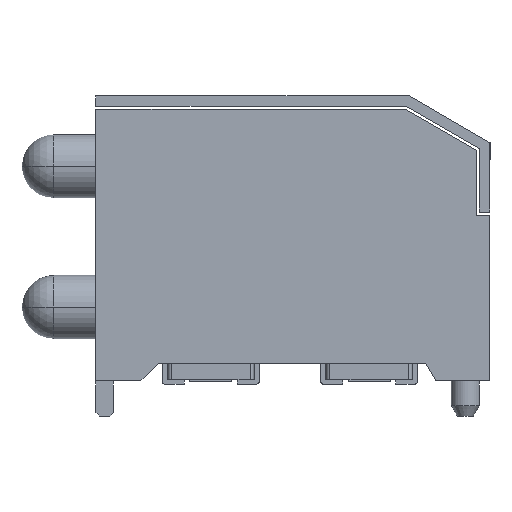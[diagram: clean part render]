
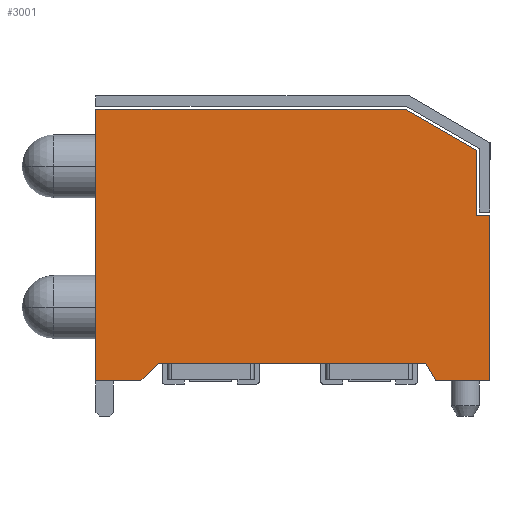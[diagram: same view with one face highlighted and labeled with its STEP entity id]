
A CAD part, front view. The second image highlights one B-rep face of the part: STEP entity #3001.
In plain terms, the highlighted planar face has unit normal (0, -1, 0).
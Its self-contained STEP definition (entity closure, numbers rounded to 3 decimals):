
#2645=CARTESIAN_POINT('',(4.252,-2.159,9.931));
#2646=VERTEX_POINT('',#2645);
#2653=CARTESIAN_POINT('',(6.82,-2.159,8.449));
#2654=VERTEX_POINT('',#2653);
#2655=CARTESIAN_POINT('',(4.252,-2.159,9.931));
#2656=DIRECTION('',(0.866,0.,-0.5));
#2657=VECTOR('',#2656,2.965);
#2658=LINE('',#2655,#2657);
#2659=EDGE_CURVE('',#2646,#2654,#2658,.T.);
#2683=CARTESIAN_POINT('',(-6.921,-2.159,9.931));
#2684=VERTEX_POINT('',#2683);
#2691=CARTESIAN_POINT('',(-6.921,-2.159,9.931));
#2692=DIRECTION('',(1.0,0.0,0.0));
#2693=VECTOR('',#2692,11.174);
#2694=LINE('',#2691,#2693);
#2695=EDGE_CURVE('',#2684,#2646,#2694,.T.);
#2714=CARTESIAN_POINT('',(-6.921,-2.159,0.127));
#2715=VERTEX_POINT('',#2714);
#2722=CARTESIAN_POINT('',(-6.921,-2.159,0.127));
#2723=DIRECTION('',(0.0,0.0,1.0));
#2724=VECTOR('',#2723,9.804);
#2725=LINE('',#2722,#2724);
#2726=EDGE_CURVE('',#2715,#2684,#2725,.T.);
#2757=CARTESIAN_POINT('',(-5.296,-2.159,0.127));
#2758=VERTEX_POINT('',#2757);
#2765=CARTESIAN_POINT('',(-5.296,-2.159,0.127));
#2766=DIRECTION('',(-1.0,0.0,0.0));
#2767=VECTOR('',#2766,1.626);
#2768=LINE('',#2765,#2767);
#2769=EDGE_CURVE('',#2758,#2715,#2768,.T.);
#2788=CARTESIAN_POINT('',(-4.661,-2.159,0.762));
#2789=VERTEX_POINT('',#2788);
#2796=CARTESIAN_POINT('',(-4.661,-2.159,0.762));
#2797=DIRECTION('',(-0.707,0.,-0.707));
#2798=VECTOR('',#2797,0.898);
#2799=LINE('',#2796,#2798);
#2800=EDGE_CURVE('',#2789,#2758,#2799,.T.);
#2819=CARTESIAN_POINT('',(4.98,-2.159,0.762));
#2820=VERTEX_POINT('',#2819);
#2827=CARTESIAN_POINT('',(4.98,-2.159,0.762));
#2828=DIRECTION('',(-1.0,0.0,0.0));
#2829=VECTOR('',#2828,9.641);
#2830=LINE('',#2827,#2829);
#2831=EDGE_CURVE('',#2820,#2789,#2830,.T.);
#2850=CARTESIAN_POINT('',(5.347,-2.159,0.127));
#2851=VERTEX_POINT('',#2850);
#2858=CARTESIAN_POINT('',(5.347,-2.159,0.127));
#2859=DIRECTION('',(-0.5,0.0,0.866));
#2860=VECTOR('',#2859,0.733);
#2861=LINE('',#2858,#2860);
#2862=EDGE_CURVE('',#2851,#2820,#2861,.T.);
#2881=CARTESIAN_POINT('',(7.303,-2.159,0.127));
#2882=VERTEX_POINT('',#2881);
#2889=CARTESIAN_POINT('',(7.303,-2.159,0.127));
#2890=DIRECTION('',(-1.0,0.0,0.0));
#2891=VECTOR('',#2890,1.956);
#2892=LINE('',#2889,#2891);
#2893=EDGE_CURVE('',#2882,#2851,#2892,.T.);
#2912=CARTESIAN_POINT('',(7.303,-2.159,6.096));
#2913=VERTEX_POINT('',#2912);
#2920=CARTESIAN_POINT('',(7.303,-2.159,6.096));
#2921=DIRECTION('',(0.0,0.0,-1.0));
#2922=VECTOR('',#2921,5.969);
#2923=LINE('',#2920,#2922);
#2924=EDGE_CURVE('',#2913,#2882,#2923,.T.);
#2943=CARTESIAN_POINT('',(6.82,-2.159,6.096));
#2944=VERTEX_POINT('',#2943);
#2951=CARTESIAN_POINT('',(6.82,-2.159,6.096));
#2952=DIRECTION('',(1.0,0.0,0.0));
#2953=VECTOR('',#2952,0.483);
#2954=LINE('',#2951,#2953);
#2955=EDGE_CURVE('',#2944,#2913,#2954,.T.);
#2973=CARTESIAN_POINT('',(6.82,-2.159,8.449));
#2974=DIRECTION('',(0.0,0.0,-1.0));
#2975=VECTOR('',#2974,2.353);
#2976=LINE('',#2973,#2975);
#2977=EDGE_CURVE('',#2654,#2944,#2976,.T.);
#2983=CARTESIAN_POINT('',(-0.001,-2.159,4.93));
#2984=DIRECTION('',(0.0,1.0,0.0));
#2985=DIRECTION('',(0.0,0.0,1.0));
#2986=AXIS2_PLACEMENT_3D('',#2983,#2984,#2985);
#2987=PLANE('',#2986);
#2988=ORIENTED_EDGE('',*,*,#2977,.F.);
#2989=ORIENTED_EDGE('',*,*,#2659,.F.);
#2990=ORIENTED_EDGE('',*,*,#2695,.F.);
#2991=ORIENTED_EDGE('',*,*,#2726,.F.);
#2992=ORIENTED_EDGE('',*,*,#2769,.F.);
#2993=ORIENTED_EDGE('',*,*,#2800,.F.);
#2994=ORIENTED_EDGE('',*,*,#2831,.F.);
#2995=ORIENTED_EDGE('',*,*,#2862,.F.);
#2996=ORIENTED_EDGE('',*,*,#2893,.F.);
#2997=ORIENTED_EDGE('',*,*,#2924,.F.);
#2998=ORIENTED_EDGE('',*,*,#2955,.F.);
#2999=EDGE_LOOP('',(#2988,#2989,#2990,#2991,#2992,#2993,#2994,#2995,#2996,#2997,#2998));
#3000=FACE_OUTER_BOUND('',#2999,.T.);
#3001=ADVANCED_FACE('',(#3000),#2987,.F.);
